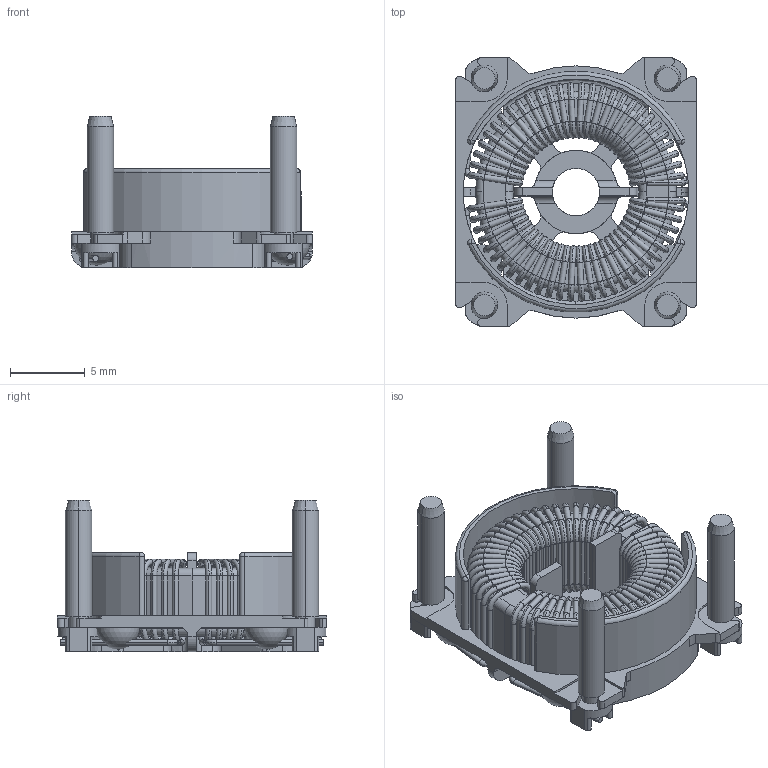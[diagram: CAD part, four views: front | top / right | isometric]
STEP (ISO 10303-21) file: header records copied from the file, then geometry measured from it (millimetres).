
FILE_DESCRIPTION (( 'STEP AP214' ), '1' );
FILE_NAME ('47723.STEP', '2019-10-03T17:35:46', ( 'admin' ), ( 'Microsoft' ), 'SwSTEP 2.0', 'SolidWorks 2017', '' );
FILE_SCHEMA (( 'AUTOMOTIVE_DESIGN' ));
Length unit declared in the file: inch
Products named in the file (14): Copy of Copy of WIRE3B_27AWG_CHOKE_SMALL_ADAPTER^WINDINGS_47723; Copy (3) of Copy of WIRE_27AWG_CHOKE_SMALL_ADAPTER^WINDINGS_47723; Copy (2) of Copy of WIRE_27AWG_CHOKE_SMALL_ADAPTER^WINDINGS_47723; Copy of Copy of WIRE_27AWG_CHOKE_SMALL_ADAPTER^WINDINGS_47723; 47719; Copy of ADHESIVE4_CHOKE_ADAPTER.1.1.2^47723; 45922; 47723; WINDINGS^47723; 43154; Copy (4) of Copy of WIRE_27AWG_CHOKE_SMALL_ADAPTER^WINDINGS_47723; Copy of Copy of WIRE2_27AWG_CHOKE_SMALL_ADAPTER^WINDINGS_47723; Copy of Copy of WIRE2B_27AWG_CHOKE_SMALL_ADAPTER^WINDINGS_47723; Copy of Copy of WIRE3_27AWG_CHOKE_SMALL_ADAPTER^WINDINGS_47723
Assembly tree (71 placements, depth 3):
  47723
    45922
    Copy of ADHESIVE4_CHOKE_ADAPTER.1.1.2^47723  x4
    47719  x4
    WINDINGS^47723
      Copy of Copy of WIRE_27AWG_CHOKE_SMALL_ADAPTER^WINDINGS_47723  x17
      Copy (2) of Copy of WIRE_27AWG_CHOKE_SMALL_ADAPTER^WINDINGS_47723  x17
      Copy (3) of Copy of WIRE_27AWG_CHOKE_SMALL_ADAPTER^WINDINGS_47723  x17
      Copy of Copy of WIRE3B_27AWG_CHOKE_SMALL_ADAPTER^WINDINGS_47723
      Copy of Copy of WIRE3_27AWG_CHOKE_SMALL_ADAPTER^WINDINGS_47723
      Copy of Copy of WIRE2B_27AWG_CHOKE_SMALL_ADAPTER^WINDINGS_47723
      Copy of Copy of WIRE2_27AWG_CHOKE_SMALL_ADAPTER^WINDINGS_47723
      Copy (4) of Copy of WIRE_27AWG_CHOKE_SMALL_ADAPTER^WINDINGS_47723  x5
      43154
Bounding box: 16.13 x 18.03 x 10.13 mm (x, y, z)
Volume: 855 mm3; surface area: 2921.7 mm2
Topology: 70 solids, 70 shells, 1348 faces, 3894 edges, 2575 vertices
Faces by surface type: cylinder 622, torus 496, plane 202, bspline 12, sphere 8, cone 8
Entity records: 22093 total; most frequent: CARTESIAN_POINT 3564, DIRECTION 2735, ORIENTED_EDGE 2440, EDGE_CURVE 1220, AXIS2_PLACEMENT_3D 1066, VERTEX_POINT 795, LINE 603, VECTOR 603
